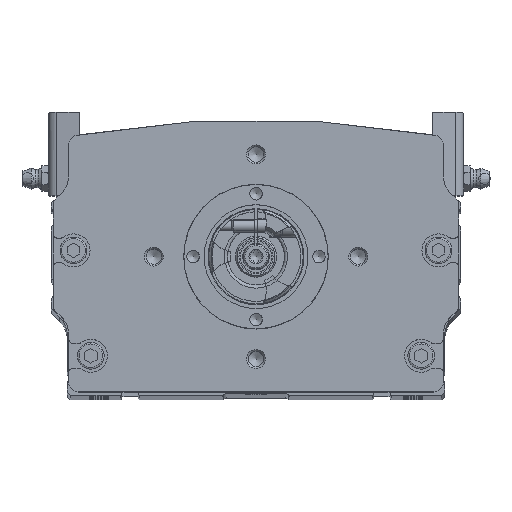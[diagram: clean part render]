
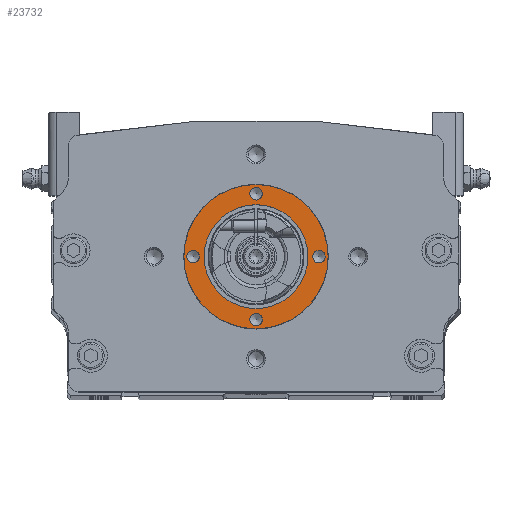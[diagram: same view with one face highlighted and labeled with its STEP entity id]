
A CAD part, top view. The second image highlights one B-rep face of the part: STEP entity #23732.
In plain terms, the highlighted planar face has unit normal (0, 0, 1).
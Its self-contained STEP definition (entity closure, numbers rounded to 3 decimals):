
#1061=CIRCLE('',#25311,16.5);
#1062=CIRCLE('',#25313,22.929);
#1063=CIRCLE('',#25314,2.);
#1064=CIRCLE('',#25315,2.);
#1065=CIRCLE('',#25316,2.);
#1066=CIRCLE('',#25317,2.);
#4015=ORIENTED_EDGE('',*,*,#8809,.F.);
#4016=ORIENTED_EDGE('',*,*,#8810,.F.);
#4017=ORIENTED_EDGE('',*,*,#8811,.T.);
#4018=ORIENTED_EDGE('',*,*,#8812,.T.);
#4019=ORIENTED_EDGE('',*,*,#8813,.T.);
#4020=ORIENTED_EDGE('',*,*,#8808,.T.);
#8808=EDGE_CURVE('',#11322,#11322,#1061,.T.);
#8809=EDGE_CURVE('',#11323,#11323,#1062,.T.);
#8810=EDGE_CURVE('',#11324,#11324,#1063,.F.);
#8811=EDGE_CURVE('',#11325,#11325,#1064,.T.);
#8812=EDGE_CURVE('',#11326,#11326,#1065,.T.);
#8813=EDGE_CURVE('',#11327,#11327,#1066,.T.);
#11322=VERTEX_POINT('',#35581);
#11323=VERTEX_POINT('',#35584);
#11324=VERTEX_POINT('',#35586);
#11325=VERTEX_POINT('',#35588);
#11326=VERTEX_POINT('',#35590);
#11327=VERTEX_POINT('',#35592);
#15725=EDGE_LOOP('',(#4015));
#15726=EDGE_LOOP('',(#4016));
#15727=EDGE_LOOP('',(#4017));
#15728=EDGE_LOOP('',(#4018));
#15729=EDGE_LOOP('',(#4019));
#15730=EDGE_LOOP('',(#4020));
#17244=FACE_BOUND('',#15725,.T.);
#17245=FACE_BOUND('',#15726,.T.);
#17246=FACE_BOUND('',#15727,.T.);
#17247=FACE_BOUND('',#15728,.T.);
#17248=FACE_BOUND('',#15729,.T.);
#17249=FACE_BOUND('',#15730,.T.);
#18622=PLANE('',#25312);
#23732=ADVANCED_FACE('',(#17244,#17245,#17246,#17247,#17248,#17249),#18622,
 .F.);
#25311=AXIS2_PLACEMENT_3D('',#35580,#29066,#29067);
#25312=AXIS2_PLACEMENT_3D('',#35582,#29068,#29069);
#25313=AXIS2_PLACEMENT_3D('',#35583,#29070,#29071);
#25314=AXIS2_PLACEMENT_3D('',#35585,#29072,#29073);
#25315=AXIS2_PLACEMENT_3D('',#35587,#29074,#29075);
#25316=AXIS2_PLACEMENT_3D('',#35589,#29076,#29077);
#25317=AXIS2_PLACEMENT_3D('',#35591,#29078,#29079);
#29066=DIRECTION('',(0.,0.,-1.));
#29067=DIRECTION('',(-1.,0.,0.));
#29068=DIRECTION('',(0.,0.,-1.));
#29069=DIRECTION('',(-1.,0.,0.));
#29070=DIRECTION('',(0.,0.,-1.));
#29071=DIRECTION('',(-1.,0.,0.));
#29072=DIRECTION('',(0.,0.,-1.));
#29073=DIRECTION('',(-1.,0.,0.));
#29074=DIRECTION('',(0.,0.,-1.));
#29075=DIRECTION('',(-1.,0.,0.));
#29076=DIRECTION('',(0.,0.,-1.));
#29077=DIRECTION('',(-1.,0.,0.));
#29078=DIRECTION('',(0.,0.,-1.));
#29079=DIRECTION('',(-1.,0.,0.));
#35580=CARTESIAN_POINT('',(0.,44.,34.));
#35581=CARTESIAN_POINT('',(-16.5,44.,34.));
#35582=CARTESIAN_POINT('',(0.,60.5,34.));
#35583=CARTESIAN_POINT('',(0.,44.,34.));
#35584=CARTESIAN_POINT('',(-22.929,44.,34.));
#35585=CARTESIAN_POINT('',(0.,64.,34.));
#35586=CARTESIAN_POINT('',(-2.,64.,34.));
#35587=CARTESIAN_POINT('',(20.,44.,34.));
#35588=CARTESIAN_POINT('',(18.,44.,34.));
#35589=CARTESIAN_POINT('',(0.,24.,34.));
#35590=CARTESIAN_POINT('',(-2.,24.,34.));
#35591=CARTESIAN_POINT('',(-20.,44.,34.));
#35592=CARTESIAN_POINT('',(-22.,44.,34.));
